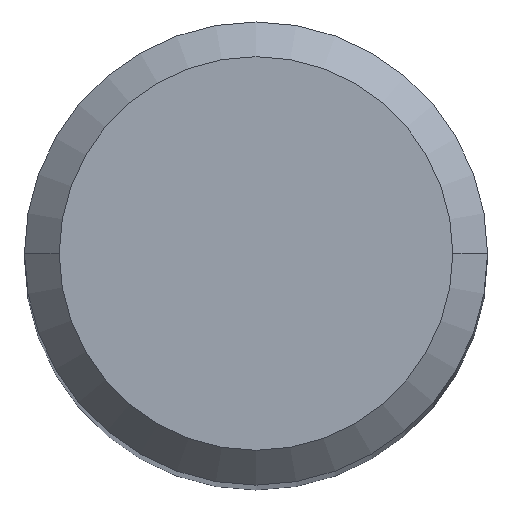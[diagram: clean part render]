
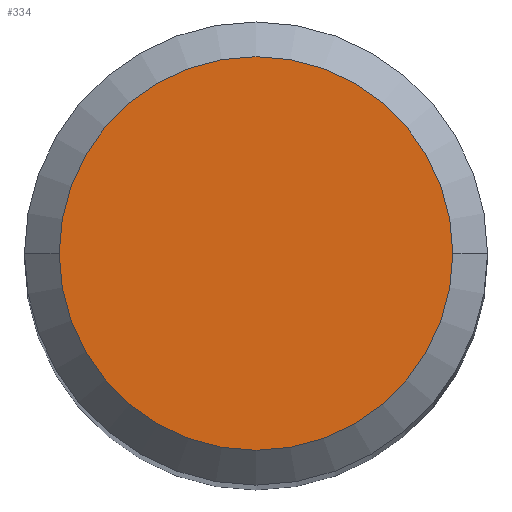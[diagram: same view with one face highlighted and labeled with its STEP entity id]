
A CAD part, top view. The second image highlights one B-rep face of the part: STEP entity #334.
In plain terms, the highlighted planar face has unit normal (0, 0, 1).
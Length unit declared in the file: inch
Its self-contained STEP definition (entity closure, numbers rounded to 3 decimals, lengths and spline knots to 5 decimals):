
#1 = FACE_OUTER_BOUND ( 'NONE', #80, .T. ) ;
#14 = ORIENTED_EDGE ( 'NONE', *, *, #386, .T. ) ;
#22 = DIRECTION ( 'NONE',  ( 0., 0., 1. ) ) ;
#40 = DIRECTION ( 'NONE',  ( 1., 0., 0. ) ) ;
#57 = VERTEX_POINT ( 'NONE', #66 ) ;
#66 = CARTESIAN_POINT ( 'NONE',  ( 0.10625, 0., 0. ) ) ;
#78 = CARTESIAN_POINT ( 'NONE',  ( 0., 0., 0. ) ) ;
#80 = EDGE_LOOP ( 'NONE', ( #14, #377 ) ) ;
#123 = AXIS2_PLACEMENT_3D ( 'NONE', #78, #156, #193 ) ;
#140 = CIRCLE ( 'NONE', #164, 0.10625 ) ;
#156 = DIRECTION ( 'NONE',  ( 0., 0., -1. ) ) ;
#164 = AXIS2_PLACEMENT_3D ( 'NONE', #374, #338, #40 ) ;
#186 = CIRCLE ( 'NONE', #255, 0.10625 ) ;
#193 = DIRECTION ( 'NONE',  ( -1., 0., 0. ) ) ;
#196 = CARTESIAN_POINT ( 'NONE',  ( 0., 0., 0. ) ) ;
#238 = DIRECTION ( 'NONE',  ( 1., 0., 0. ) ) ;
#255 = AXIS2_PLACEMENT_3D ( 'NONE', #196, #22, #238 ) ;
#275 = PLANE ( 'NONE',  #123 ) ;
#332 = EDGE_CURVE ( 'NONE', #57, #352, #140, .T. ) ;
#334 = ADVANCED_FACE ( 'NONE', ( #1 ), #275, .F. ) ;
#338 = DIRECTION ( 'NONE',  ( 0., 0., 1. ) ) ;
#352 = VERTEX_POINT ( 'NONE', #413 ) ;
#374 = CARTESIAN_POINT ( 'NONE',  ( 0., 0., 0. ) ) ;
#377 = ORIENTED_EDGE ( 'NONE', *, *, #332, .T. ) ;
#386 = EDGE_CURVE ( 'NONE', #352, #57, #186, .T. ) ;
#413 = CARTESIAN_POINT ( 'NONE',  ( -0.10625, 0., 0. ) ) ;
